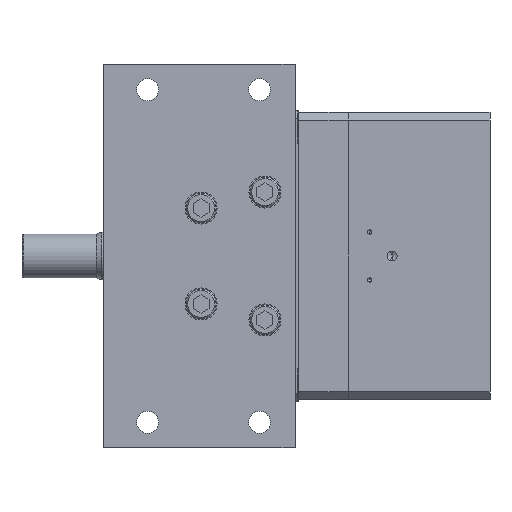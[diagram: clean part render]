
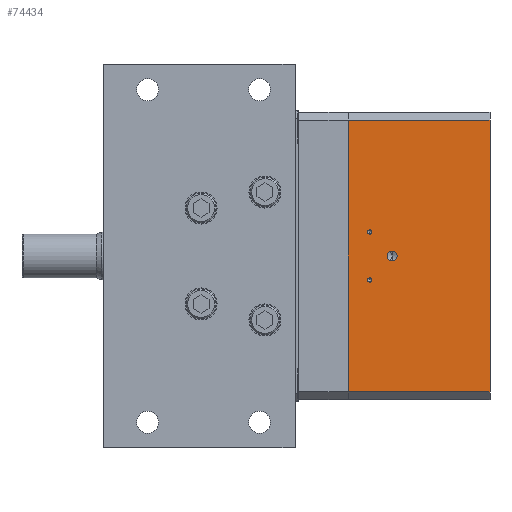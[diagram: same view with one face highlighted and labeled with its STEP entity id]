
A CAD part, front view. The second image highlights one B-rep face of the part: STEP entity #74434.
In plain terms, the highlighted planar face has unit normal (0, -1, 0).
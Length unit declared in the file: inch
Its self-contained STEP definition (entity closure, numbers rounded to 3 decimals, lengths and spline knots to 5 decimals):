
#353 = VECTOR ( 'NONE', #61143, 39.37008 ) ;
#377 = VERTEX_POINT ( 'NONE', #23162 ) ;
#1287 = ORIENTED_EDGE ( 'NONE', *, *, #27578, .F. ) ;
#2929 = EDGE_CURVE ( 'Defeatured_0_944+Defeatured_0_0+Defeatured_0_0+Defeatured_0_0', #21159, #54025, #25011, .T. ) ;
#3350 = EDGE_CURVE ( 'Defeatured_0_0+Defeatured_0_1058+Defeatured_0_1057+Defeatured_0_1173', #45529, #52957, #40336, .T. ) ;
#4398 = CARTESIAN_POINT ( 'NONE',  ( 5.83, -4.46, 4.54 ) ) ;
#4565 = CARTESIAN_POINT ( 'NONE',  ( 6.3185, -4.46, -0.75 ) ) ;
#4589 = FACE_BOUND ( 'NONE', #28469, .T. ) ;
#4976 = ORIENTED_EDGE ( 'NONE', *, *, #51807, .F. ) ;
#5220 = VECTOR ( 'NONE', #24951, 39.37008 ) ;
#5391 = EDGE_CURVE ( 'Defeatured_0_944+Defeatured_0_0+Defeatured_0_0+Defeatured_0_0', #54025, #21159, #46344, .T. ) ;
#7694 = CARTESIAN_POINT ( 'NONE',  ( 7.0185, -4.46, -0.15625 ) ) ;
#10780 = FACE_BOUND ( 'NONE', #60634, .T. ) ;
#13164 = DIRECTION ( 'NONE',  ( 0., 0., -1. ) ) ;
#13903 = CARTESIAN_POINT ( 'NONE',  ( 5.6405, -4.46, -3.47948 ) ) ;
#14596 = CIRCLE ( 'NONE', #57548, 0.0645 ) ;
#15123 = DIRECTION ( 'NONE',  ( 0., 0., -1. ) ) ;
#17675 = ORIENTED_EDGE ( 'NONE', *, *, #3350, .T. ) ;
#17804 = ORIENTED_EDGE ( 'NONE', *, *, #2929, .F. ) ;
#18184 = EDGE_CURVE ( 'Defeatured_0_0+Defeatured_0_1174+Defeatured_0_1173+Defeatured_0_1175', #31808, #377, #56374, .T. ) ;
#19235 = CARTESIAN_POINT ( 'NONE',  ( 5.6535, -4.46, 3.47948 ) ) ;
#19784 = CARTESIAN_POINT ( 'NONE',  ( 6.3185, -4.46, 0.75 ) ) ;
#20770 = DIRECTION ( 'NONE',  ( 0., 0., -1. ) ) ;
#20845 = EDGE_CURVE ( 'Defeatured_0_1173+Defeatured_0_0+Defeatured_0_1174+Defeatured_0_1058', #31808, #52957, #83292, .T. ) ;
#21159 = VERTEX_POINT ( 'NONE', #26860 ) ;
#21396 = ORIENTED_EDGE ( 'NONE', *, *, #32548, .F. ) ;
#21822 = CARTESIAN_POINT ( 'NONE',  ( 5.6535, -4.46, 3.47948 ) ) ;
#22892 = DIRECTION ( 'NONE',  ( 0., -1., 0. ) ) ;
#23162 = CARTESIAN_POINT ( 'NONE',  ( 5.6535, -4.46, 4.25 ) ) ;
#23165 = CARTESIAN_POINT ( 'NONE',  ( 5.6405, -4.46, 3.47948 ) ) ;
#23403 = DIRECTION ( 'NONE',  ( 0., 1., 0. ) ) ;
#23751 = CIRCLE ( 'NONE', #33902, 0.15625 ) ;
#23936 = VERTEX_POINT ( 'NONE', #27119 ) ;
#24951 = DIRECTION ( 'NONE',  ( 0., 0., 1. ) ) ;
#25011 = CIRCLE ( 'NONE', #82553, 0.0645 ) ;
#26111 = DIRECTION ( 'NONE',  ( 0., -1., 0. ) ) ;
#26532 = VECTOR ( 'NONE', #75695, 39.37008 ) ;
#26860 = CARTESIAN_POINT ( 'NONE',  ( 6.3185, -4.46, 0.6855 ) ) ;
#27119 = CARTESIAN_POINT ( 'NONE',  ( 6.3185, -4.46, -0.8145 ) ) ;
#27195 = CARTESIAN_POINT ( 'NONE',  ( 6.3185, -4.46, -0.75 ) ) ;
#27578 = EDGE_CURVE ( 'Defeatured_0_1175+Defeatured_0_0+Defeatured_0_1176+Defeatured_0_1174', #58247, #377, #58650, .T. ) ;
#28248 = FACE_BOUND ( 'NONE', #70529, .T. ) ;
#28469 = EDGE_LOOP ( 'NONE', ( #82937, #67778 ) ) ;
#29129 = EDGE_CURVE ( 'Defeatured_0_945+Defeatured_0_0+Defeatured_0_0+Defeatured_0_0', #23936, #42419, #72821, .T. ) ;
#29866 = CARTESIAN_POINT ( 'NONE',  ( 10.0785, -4.46, 4.25 ) ) ;
#31808 = VERTEX_POINT ( 'NONE', #29866 ) ;
#32548 = EDGE_CURVE ( 'Defeatured_0_1180+Defeatured_0_0+Defeatured_0_1055+Defeatured_0_1177', #53411, #59706, #64926, .T. ) ;
#33902 = AXIS2_PLACEMENT_3D ( 'NONE', #41542, #22892, #75438 ) ;
#33975 = DIRECTION ( 'NONE',  ( 0., 0., -1. ) ) ;
#36038 = DIRECTION ( 'NONE',  ( 0., 0., 1. ) ) ;
#36932 = ORIENTED_EDGE ( 'NONE', *, *, #5391, .F. ) ;
#39118 = CARTESIAN_POINT ( 'NONE',  ( 5.6405, -4.46, 4.54 ) ) ;
#39580 = DIRECTION ( 'NONE',  ( 0., -1., 0. ) ) ;
#40336 = LINE ( 'NONE', #52522, #47526 ) ;
#40421 = DIRECTION ( 'NONE',  ( 1., 0., 0. ) ) ;
#40680 = DIRECTION ( 'NONE',  ( 0., -1., 0. ) ) ;
#41542 = CARTESIAN_POINT ( 'NONE',  ( 7.0185, -4.46, 0. ) ) ;
#41652 = CARTESIAN_POINT ( 'NONE',  ( 10.0785, -4.46, -4.25 ) ) ;
#42090 = CARTESIAN_POINT ( 'NONE',  ( 5.6535, -4.46, -3.47948 ) ) ;
#42419 = VERTEX_POINT ( 'NONE', #75673 ) ;
#43748 = PLANE ( 'NONE',  #65969 ) ;
#44326 = ORIENTED_EDGE ( 'NONE', *, *, #29129, .F. ) ;
#44868 = CARTESIAN_POINT ( 'NONE',  ( 5.6385, -4.46, 4.25 ) ) ;
#45427 = VECTOR ( 'NONE', #58379, 39.37008 ) ;
#45529 = VERTEX_POINT ( 'NONE', #50686 ) ;
#46344 = CIRCLE ( 'NONE', #80031, 0.0645 ) ;
#47526 = VECTOR ( 'NONE', #40421, 39.37008 ) ;
#47944 = VERTEX_POINT ( 'NONE', #56322 ) ;
#48291 = VECTOR ( 'NONE', #33975, 39.37008 ) ;
#49010 = ORIENTED_EDGE ( 'NONE', *, *, #18184, .T. ) ;
#50366 = CARTESIAN_POINT ( 'NONE',  ( 5.6535, -4.46, 4.54 ) ) ;
#50686 = CARTESIAN_POINT ( 'NONE',  ( 5.6535, -4.46, -4.25 ) ) ;
#51212 = DIRECTION ( 'NONE',  ( 0., 0., 1. ) ) ;
#51692 = DIRECTION ( 'NONE',  ( 0., 0., -1. ) ) ;
#51807 = EDGE_CURVE ( 'Defeatured_0_945+Defeatured_0_0+Defeatured_0_0+Defeatured_0_0', #42419, #23936, #14596, .T. ) ;
#51959 = EDGE_CURVE ( 'Defeatured_0_946+Defeatured_0_0+Defeatured_0_0+Defeatured_0_0', #69016, #47944, #23751, .T. ) ;
#52026 = CIRCLE ( 'NONE', #65073, 0.15625 ) ;
#52421 = EDGE_LOOP ( 'NONE', ( #21396, #76158, #77943, #17675, #77573, #49010, #1287, #67186 ) ) ;
#52522 = CARTESIAN_POINT ( 'NONE',  ( 10.1335, -4.46, -4.25 ) ) ;
#52957 = VERTEX_POINT ( 'NONE', #41652 ) ;
#53196 = CARTESIAN_POINT ( 'NONE',  ( 10.0785, -4.46, -4.25 ) ) ;
#53411 = VERTEX_POINT ( 'NONE', #13903 ) ;
#53499 = DIRECTION ( 'NONE',  ( 0., -1., 0. ) ) ;
#54025 = VERTEX_POINT ( 'NONE', #80158 ) ;
#54804 = LINE ( 'NONE', #21822, #353 ) ;
#56322 = CARTESIAN_POINT ( 'NONE',  ( 7.0185, -4.46, 0.15625 ) ) ;
#56374 = LINE ( 'NONE', #44868, #71783 ) ;
#57548 = AXIS2_PLACEMENT_3D ( 'NONE', #27195, #40680, #15123 ) ;
#58072 = DIRECTION ( 'NONE',  ( -1., 0., 0. ) ) ;
#58247 = VERTEX_POINT ( 'NONE', #19235 ) ;
#58323 = EDGE_CURVE ( 'Defeatured_0_946+Defeatured_0_0+Defeatured_0_0+Defeatured_0_0', #47944, #69016, #52026, .T. ) ;
#58379 = DIRECTION ( 'NONE',  ( 0., 0., 1. ) ) ;
#58650 = LINE ( 'NONE', #64269, #5220 ) ;
#59124 = EDGE_CURVE ( 'Defeatured_0_1057+Defeatured_0_0+Defeatured_0_1058+Defeatured_0_1056', #45529, #74612, #67144, .T. ) ;
#59706 = VERTEX_POINT ( 'NONE', #23165 ) ;
#60035 = VECTOR ( 'NONE', #51212, 39.37008 ) ;
#60132 = CARTESIAN_POINT ( 'NONE',  ( 6.3185, -4.46, 0.75 ) ) ;
#60634 = EDGE_LOOP ( 'NONE', ( #44326, #4976 ) ) ;
#61143 = DIRECTION ( 'NONE',  ( 1., 0., 0. ) ) ;
#64269 = CARTESIAN_POINT ( 'NONE',  ( 5.6535, -4.46, 4.54 ) ) ;
#64926 = LINE ( 'NONE', #39118, #45427 ) ;
#65073 = AXIS2_PLACEMENT_3D ( 'NONE', #65436, #26111, #72056 ) ;
#65436 = CARTESIAN_POINT ( 'NONE',  ( 7.0185, -4.46, 0. ) ) ;
#65932 = EDGE_CURVE ( 'Defeatured_0_1056+Defeatured_0_0+Defeatured_0_1057+Defeatured_0_1055', #74612, #53411, #78965, .T. ) ;
#65969 = AXIS2_PLACEMENT_3D ( 'NONE', #4398, #23403, #36038 ) ;
#66486 = AXIS2_PLACEMENT_3D ( 'NONE', #4565, #76705, #51692 ) ;
#67144 = LINE ( 'NONE', #50366, #60035 ) ;
#67186 = ORIENTED_EDGE ( 'NONE', *, *, #85236, .F. ) ;
#67778 = ORIENTED_EDGE ( 'NONE', *, *, #58323, .F. ) ;
#69016 = VERTEX_POINT ( 'NONE', #7694 ) ;
#70529 = EDGE_LOOP ( 'NONE', ( #17804, #36932 ) ) ;
#71283 = CARTESIAN_POINT ( 'NONE',  ( 5.6535, -4.46, -3.47948 ) ) ;
#71783 = VECTOR ( 'NONE', #58072, 39.37008 ) ;
#72056 = DIRECTION ( 'NONE',  ( 0., 0., -1. ) ) ;
#72821 = CIRCLE ( 'NONE', #66486, 0.0645 ) ;
#73429 = FACE_OUTER_BOUND ( 'NONE', #52421, .T. ) ;
#74434 = ADVANCED_FACE ( 'Defeatured_0_0', ( #28248, #10780, #4589, #73429 ), #43748, .F. ) ;
#74612 = VERTEX_POINT ( 'NONE', #71283 ) ;
#75438 = DIRECTION ( 'NONE',  ( 0., 0., -1. ) ) ;
#75673 = CARTESIAN_POINT ( 'NONE',  ( 6.3185, -4.46, -0.6855 ) ) ;
#75695 = DIRECTION ( 'NONE',  ( -1., 0., 0. ) ) ;
#76158 = ORIENTED_EDGE ( 'NONE', *, *, #65932, .F. ) ;
#76705 = DIRECTION ( 'NONE',  ( 0., -1., 0. ) ) ;
#77573 = ORIENTED_EDGE ( 'NONE', *, *, #20845, .F. ) ;
#77943 = ORIENTED_EDGE ( 'NONE', *, *, #59124, .F. ) ;
#78965 = LINE ( 'NONE', #42090, #26532 ) ;
#80031 = AXIS2_PLACEMENT_3D ( 'NONE', #19784, #39580, #13164 ) ;
#80158 = CARTESIAN_POINT ( 'NONE',  ( 6.3185, -4.46, 0.8145 ) ) ;
#82553 = AXIS2_PLACEMENT_3D ( 'NONE', #60132, #53499, #20770 ) ;
#82937 = ORIENTED_EDGE ( 'NONE', *, *, #51959, .F. ) ;
#83292 = LINE ( 'NONE', #53196, #48291 ) ;
#85236 = EDGE_CURVE ( 'Defeatured_0_1176+Defeatured_0_0+Defeatured_0_1177+Defeatured_0_1175', #59706, #58247, #54804, .T. ) ;
